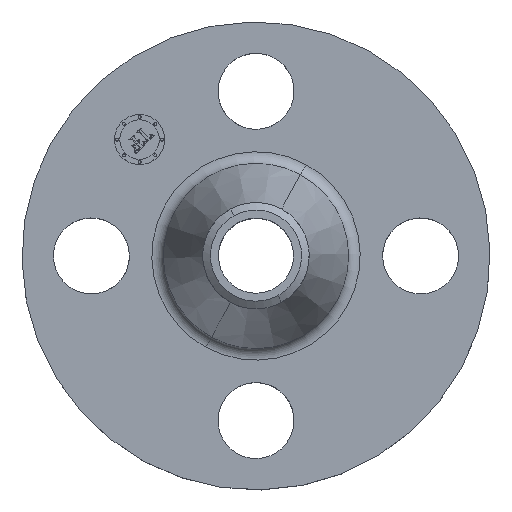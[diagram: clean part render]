
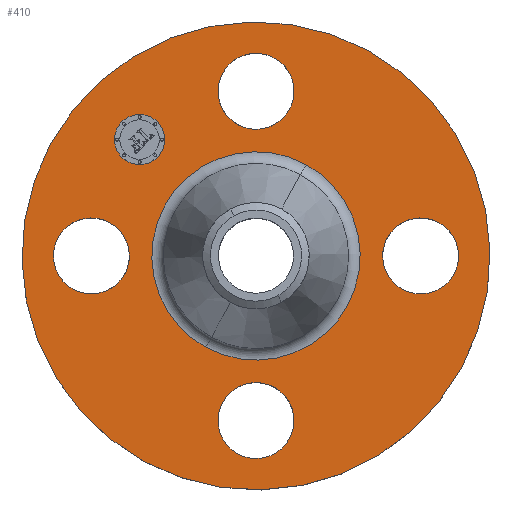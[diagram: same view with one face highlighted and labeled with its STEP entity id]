
A CAD part, top view. The second image highlights one B-rep face of the part: STEP entity #410.
In plain terms, the highlighted planar face has unit normal (0, 0, 1).
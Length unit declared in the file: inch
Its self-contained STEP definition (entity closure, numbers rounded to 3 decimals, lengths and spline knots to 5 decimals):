
#126=AXIS2_PLACEMENT_3D('Circle Axis2P3D',#124,#125,$) ;
#296=AXIS2_PLACEMENT_3D('Plane Axis2P3D',#293,#294,#295) ;
#300=AXIS2_PLACEMENT_3D('Circle Axis2P3D',#298,#299,$) ;
#309=AXIS2_PLACEMENT_3D('Circle Axis2P3D',#307,#308,$) ;
#322=AXIS2_PLACEMENT_3D('Circle Axis2P3D',#320,#321,$) ;
#331=AXIS2_PLACEMENT_3D('Circle Axis2P3D',#329,#330,$) ;
#340=AXIS2_PLACEMENT_3D('Circle Axis2P3D',#338,#339,$) ;
#349=AXIS2_PLACEMENT_3D('Circle Axis2P3D',#347,#348,$) ;
#358=AXIS2_PLACEMENT_3D('Circle Axis2P3D',#356,#357,$) ;
#367=AXIS2_PLACEMENT_3D('Circle Axis2P3D',#365,#366,$) ;
#376=AXIS2_PLACEMENT_3D('Circle Axis2P3D',#374,#375,$) ;
#385=AXIS2_PLACEMENT_3D('Circle Axis2P3D',#383,#384,$) ;
#394=AXIS2_PLACEMENT_3D('Circle Axis2P3D',#392,#393,$) ;
#403=AXIS2_PLACEMENT_3D('Circle Axis2P3D',#401,#402,$) ;
#46=CARTESIAN_POINT('Vertex',(-0.32909,1.80478,0.56)) ;
#72=CARTESIAN_POINT('Vertex',(0.32909,1.44522,0.56)) ;
#76=CARTESIAN_POINT('Control Point',(-0.32909,1.80478,0.56)) ;
#77=CARTESIAN_POINT('Control Point',(-0.30085,1.85648,0.56)) ;
#78=CARTESIAN_POINT('Control Point',(-0.26246,1.90263,0.56)) ;
#79=CARTESIAN_POINT('Control Point',(-0.21537,1.94056,0.56)) ;
#80=CARTESIAN_POINT('Control Point',(-0.10883,1.99593,0.56)) ;
#81=CARTESIAN_POINT('Control Point',(0.01072,2.0069,0.56)) ;
#82=CARTESIAN_POINT('Control Point',(0.07085,2.00042,0.56)) ;
#83=CARTESIAN_POINT('Control Point',(0.18533,1.96424,0.56)) ;
#84=CARTESIAN_POINT('Control Point',(0.27763,1.88746,0.56)) ;
#85=CARTESIAN_POINT('Control Point',(0.31556,1.84037,0.56)) ;
#86=CARTESIAN_POINT('Control Point',(0.37093,1.73383,0.56)) ;
#87=CARTESIAN_POINT('Control Point',(0.3819,1.61428,0.56)) ;
#88=CARTESIAN_POINT('Control Point',(0.37542,1.55415,0.56)) ;
#89=CARTESIAN_POINT('Control Point',(0.35733,1.49691,0.56)) ;
#90=CARTESIAN_POINT('Control Point',(0.32909,1.44522,0.56)) ;
#124=CARTESIAN_POINT('Axis2P3D Location',(0.,1.625,0.56)) ;
#293=CARTESIAN_POINT('Axis2P3D Location',(0.,2.31,0.56)) ;
#298=CARTESIAN_POINT('Axis2P3D Location',(0.,0.,0.56)) ;
#302=CARTESIAN_POINT('Vertex',(1.10747,2.02722,0.56)) ;
#304=CARTESIAN_POINT('Vertex',(-1.10747,-2.02722,0.56)) ;
#307=CARTESIAN_POINT('Axis2P3D Location',(0.,0.,0.56)) ;
#320=CARTESIAN_POINT('Axis2P3D Location',(0.,0.,0.56)) ;
#324=CARTESIAN_POINT('Vertex',(-0.49303,-0.90249,0.56)) ;
#326=CARTESIAN_POINT('Vertex',(0.49303,0.90249,0.56)) ;
#329=CARTESIAN_POINT('Axis2P3D Location',(0.,0.,0.56)) ;
#338=CARTESIAN_POINT('Axis2P3D Location',(1.625,0.,0.56)) ;
#342=CARTESIAN_POINT('Vertex',(1.44522,-0.32909,0.56)) ;
#344=CARTESIAN_POINT('Vertex',(1.80478,0.32909,0.56)) ;
#347=CARTESIAN_POINT('Axis2P3D Location',(1.625,0.,0.56)) ;
#356=CARTESIAN_POINT('Axis2P3D Location',(0.,-1.625,0.56)) ;
#360=CARTESIAN_POINT('Vertex',(-0.32909,-1.44522,0.56)) ;
#362=CARTESIAN_POINT('Vertex',(0.32909,-1.80478,0.56)) ;
#365=CARTESIAN_POINT('Axis2P3D Location',(0.,-1.625,0.56)) ;
#374=CARTESIAN_POINT('Axis2P3D Location',(-1.625,0.,0.56)) ;
#378=CARTESIAN_POINT('Vertex',(-1.44522,0.32909,0.56)) ;
#380=CARTESIAN_POINT('Vertex',(-1.80478,-0.32909,0.56)) ;
#383=CARTESIAN_POINT('Axis2P3D Location',(-1.625,0.,0.56)) ;
#392=CARTESIAN_POINT('Axis2P3D Location',(-1.14905,1.14905,0.56)) ;
#396=CARTESIAN_POINT('Vertex',(-1.32406,0.97404,0.56)) ;
#398=CARTESIAN_POINT('Vertex',(-0.97404,1.32406,0.56)) ;
#401=CARTESIAN_POINT('Axis2P3D Location',(-1.14905,1.14905,0.56)) ;
#125=DIRECTION('Axis2P3D Direction',(0.,-0.,-0.039)) ;
#294=DIRECTION('Axis2P3D Direction',(0.,0.,-0.039)) ;
#295=DIRECTION('Axis2P3D XDirection',(0.039,0.,0.)) ;
#299=DIRECTION('Axis2P3D Direction',(0.,0.,-0.039)) ;
#308=DIRECTION('Axis2P3D Direction',(0.,0.,-0.039)) ;
#321=DIRECTION('Axis2P3D Direction',(0.,0.,-0.039)) ;
#330=DIRECTION('Axis2P3D Direction',(0.,0.,-0.039)) ;
#339=DIRECTION('Axis2P3D Direction',(0.,0.,-0.039)) ;
#348=DIRECTION('Axis2P3D Direction',(0.,0.,-0.039)) ;
#357=DIRECTION('Axis2P3D Direction',(0.,0.,-0.039)) ;
#366=DIRECTION('Axis2P3D Direction',(0.,0.,-0.039)) ;
#375=DIRECTION('Axis2P3D Direction',(0.,0.,-0.039)) ;
#384=DIRECTION('Axis2P3D Direction',(0.,0.,-0.039)) ;
#393=DIRECTION('Axis2P3D Direction',(0.,0.,-0.039)) ;
#402=DIRECTION('Axis2P3D Direction',(0.,0.,-0.039)) ;
#313=ORIENTED_EDGE('',*,*,#306,.F.) ;
#314=ORIENTED_EDGE('',*,*,#311,.F.) ;
#317=ORIENTED_EDGE('',*,*,#91,.T.) ;
#318=ORIENTED_EDGE('',*,*,#128,.T.) ;
#335=ORIENTED_EDGE('',*,*,#328,.T.) ;
#336=ORIENTED_EDGE('',*,*,#333,.T.) ;
#353=ORIENTED_EDGE('',*,*,#346,.T.) ;
#354=ORIENTED_EDGE('',*,*,#351,.T.) ;
#371=ORIENTED_EDGE('',*,*,#364,.T.) ;
#372=ORIENTED_EDGE('',*,*,#369,.T.) ;
#389=ORIENTED_EDGE('',*,*,#382,.T.) ;
#390=ORIENTED_EDGE('',*,*,#387,.T.) ;
#407=ORIENTED_EDGE('',*,*,#400,.T.) ;
#408=ORIENTED_EDGE('',*,*,#405,.T.) ;
#319=FACE_BOUND('',#316,.T.) ;
#337=FACE_BOUND('',#334,.T.) ;
#355=FACE_BOUND('',#352,.T.) ;
#373=FACE_BOUND('',#370,.T.) ;
#391=FACE_BOUND('',#388,.T.) ;
#409=FACE_BOUND('',#406,.T.) ;
#410=ADVANCED_FACE('PartBody',(#315,#319,#337,#355,#373,#391,#409),#297,.F.) ;
#75=B_SPLINE_CURVE_WITH_KNOTS('',5,(#76,#77,#78,#79,#80,#81,#82,#83,#84,#85,#86,#87,#88,#89,#90),.UNSPECIFIED.,.F.,.U.,(6,3,3,3,6),(-14.96184,-7.48092,0.,7.48092,14.96184),.UNSPECIFIED.) ;
#127=CIRCLE('generated circle',#126,0.375) ;
#301=CIRCLE('generated circle',#300,2.31) ;
#310=CIRCLE('generated circle',#309,2.31) ;
#323=CIRCLE('generated circle',#322,1.02838) ;
#332=CIRCLE('generated circle',#331,1.02838) ;
#341=CIRCLE('generated circle',#340,0.375) ;
#350=CIRCLE('generated circle',#349,0.375) ;
#359=CIRCLE('generated circle',#358,0.375) ;
#368=CIRCLE('generated circle',#367,0.375) ;
#377=CIRCLE('generated circle',#376,0.375) ;
#386=CIRCLE('generated circle',#385,0.375) ;
#395=CIRCLE('generated circle',#394,0.2475) ;
#404=CIRCLE('generated circle',#403,0.2475) ;
#91=EDGE_CURVE('',#47,#73,#75,.T.) ;
#128=EDGE_CURVE('',#73,#47,#127,.T.) ;
#306=EDGE_CURVE('',#303,#305,#301,.T.) ;
#311=EDGE_CURVE('',#305,#303,#310,.T.) ;
#328=EDGE_CURVE('',#325,#327,#323,.T.) ;
#333=EDGE_CURVE('',#327,#325,#332,.T.) ;
#346=EDGE_CURVE('',#343,#345,#341,.T.) ;
#351=EDGE_CURVE('',#345,#343,#350,.T.) ;
#364=EDGE_CURVE('',#361,#363,#359,.T.) ;
#369=EDGE_CURVE('',#363,#361,#368,.T.) ;
#382=EDGE_CURVE('',#379,#381,#377,.T.) ;
#387=EDGE_CURVE('',#381,#379,#386,.T.) ;
#400=EDGE_CURVE('',#397,#399,#395,.T.) ;
#405=EDGE_CURVE('',#399,#397,#404,.T.) ;
#312=EDGE_LOOP('',(#313,#314)) ;
#316=EDGE_LOOP('',(#317,#318)) ;
#334=EDGE_LOOP('',(#335,#336)) ;
#352=EDGE_LOOP('',(#353,#354)) ;
#370=EDGE_LOOP('',(#371,#372)) ;
#388=EDGE_LOOP('',(#389,#390)) ;
#406=EDGE_LOOP('',(#407,#408)) ;
#315=FACE_OUTER_BOUND('',#312,.T.) ;
#297=PLANE('',#296) ;
#47=VERTEX_POINT('',#46) ;
#73=VERTEX_POINT('',#72) ;
#303=VERTEX_POINT('',#302) ;
#305=VERTEX_POINT('',#304) ;
#325=VERTEX_POINT('',#324) ;
#327=VERTEX_POINT('',#326) ;
#343=VERTEX_POINT('',#342) ;
#345=VERTEX_POINT('',#344) ;
#361=VERTEX_POINT('',#360) ;
#363=VERTEX_POINT('',#362) ;
#379=VERTEX_POINT('',#378) ;
#381=VERTEX_POINT('',#380) ;
#397=VERTEX_POINT('',#396) ;
#399=VERTEX_POINT('',#398) ;
